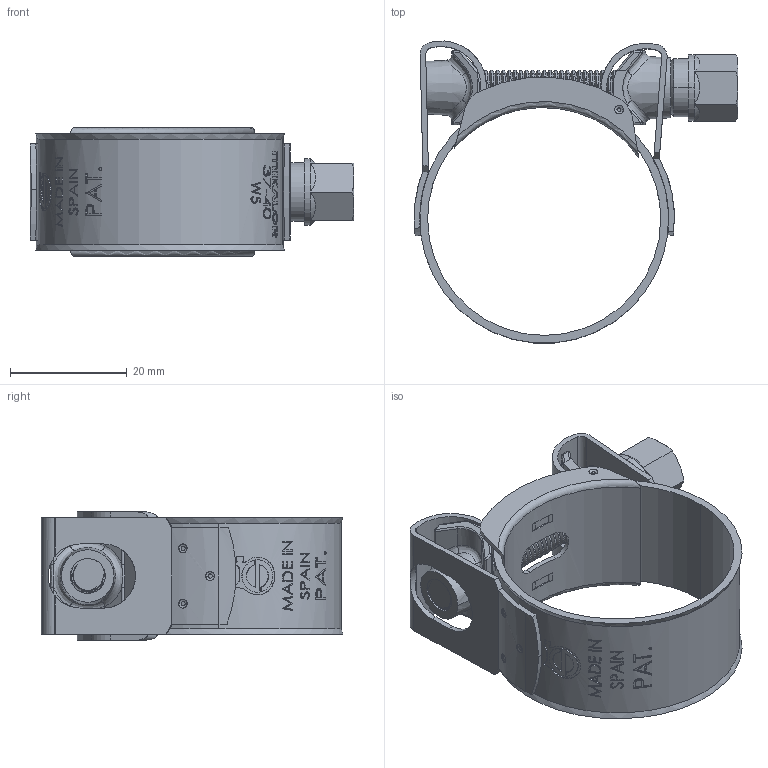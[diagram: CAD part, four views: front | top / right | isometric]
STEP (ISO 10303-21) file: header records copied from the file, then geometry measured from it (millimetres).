
FILE_DESCRIPTION (( 'STEP AP214' ), '1' );
FILE_NAME ('MK-03019100.STEP', '2018-09-10T11:56:30', ( '' ), ( '' ), 'SwSTEP 2.0', 'SolidWorks 2018', '' );
FILE_SCHEMA (( 'AUTOMOTIVE_DESIGN' ));
Length unit declared in the file: millimetre
Products named in the file (1): MK-03019100
Bounding box: 55.57 x 51.78 x 22 mm (x, y, z)
Volume: 7422.4 mm3; surface area: 13328.1 mm2
Topology: 5 solids, 5 shells, 794 faces, 2111 edges, 1346 vertices
Faces by surface type: cylinder 249, plane 249, bspline 235, sphere 32, torus 17, cone 12
Entity records: 67294 total; most frequent: CARTESIAN_POINT 41505, ORIENTED_EDGE 4166, DIRECTION 2596, EDGE_CURVE 2083, VERTEX_POINT 1344, AXIS2_PLACEMENT_3D 959, EDGE_LOOP 853, B_SPLINE_CURVE_WITH_KNOTS 812
